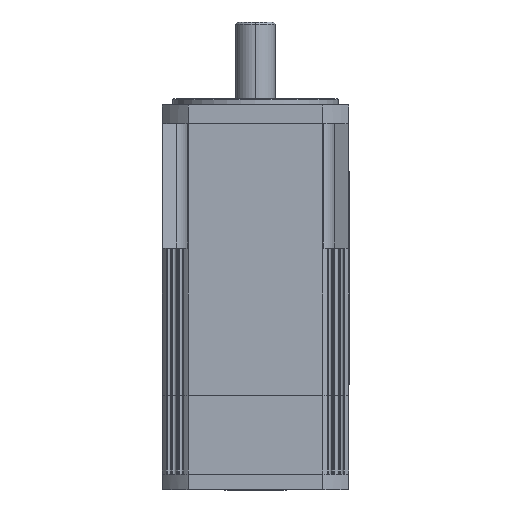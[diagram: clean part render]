
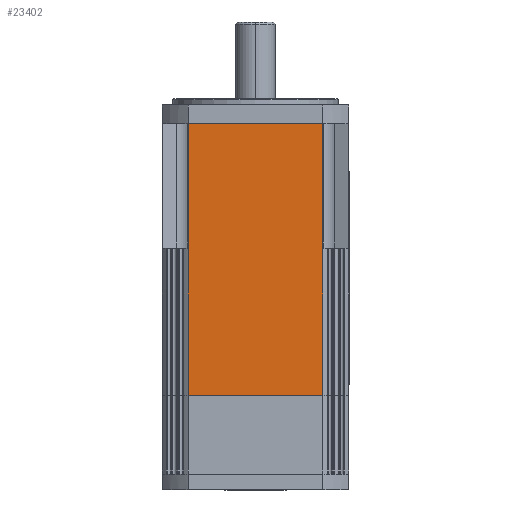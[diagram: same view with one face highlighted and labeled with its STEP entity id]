
A CAD part, front view. The second image highlights one B-rep face of the part: STEP entity #23402.
In plain terms, the highlighted planar face has unit normal (0, -1, 0).
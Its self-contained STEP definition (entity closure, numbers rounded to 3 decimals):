
#23363=CARTESIAN_POINT('',(32.485,-45.0,0.0));
#23364=DIRECTION('',(0.0,-1.0,0.0));
#23365=DIRECTION('',(0.0,0.0,-1.0));
#23366=AXIS2_PLACEMENT_3D('',#23363,#23364,#23365);
#23367=PLANE('',#23366);
#23368=CARTESIAN_POINT('',(32.485,-45.0,131.0));
#23369=VERTEX_POINT('',#23368);
#23370=CARTESIAN_POINT('',(-32.485,-45.0,131.0));
#23371=VERTEX_POINT('',#23370);
#23372=CARTESIAN_POINT('',(32.485,-45.0,131.0));
#23373=DIRECTION('',(-1.0,0.0,0.0));
#23374=VECTOR('',#23373,64.969);
#23375=LINE('',#23372,#23374);
#23376=EDGE_CURVE('',#23369,#23371,#23375,.T.);
#23377=ORIENTED_EDGE('',*,*,#23376,.T.);
#23378=CARTESIAN_POINT('',(-32.485,-45.0,0.0));
#23379=VERTEX_POINT('',#23378);
#23380=CARTESIAN_POINT('',(-32.485,-45.0,0.0));
#23381=DIRECTION('',(0.0,0.0,1.0));
#23382=VECTOR('',#23381,131.0);
#23383=LINE('',#23380,#23382);
#23384=EDGE_CURVE('',#23379,#23371,#23383,.T.);
#23385=ORIENTED_EDGE('',*,*,#23384,.F.);
#23386=CARTESIAN_POINT('',(32.485,-45.0,0.0));
#23387=VERTEX_POINT('',#23386);
#23388=CARTESIAN_POINT('',(-32.485,-45.0,0.0));
#23389=DIRECTION('',(1.0,0.0,0.0));
#23390=VECTOR('',#23389,64.969);
#23391=LINE('',#23388,#23390);
#23392=EDGE_CURVE('',#23379,#23387,#23391,.T.);
#23393=ORIENTED_EDGE('',*,*,#23392,.T.);
#23394=CARTESIAN_POINT('',(32.485,-45.0,0.0));
#23395=DIRECTION('',(0.0,0.0,1.0));
#23396=VECTOR('',#23395,131.0);
#23397=LINE('',#23394,#23396);
#23398=EDGE_CURVE('',#23387,#23369,#23397,.T.);
#23399=ORIENTED_EDGE('',*,*,#23398,.T.);
#23400=EDGE_LOOP('',(#23377,#23385,#23393,#23399));
#23401=FACE_OUTER_BOUND('',#23400,.T.);
#23402=ADVANCED_FACE('',(#23401),#23367,.T.);
